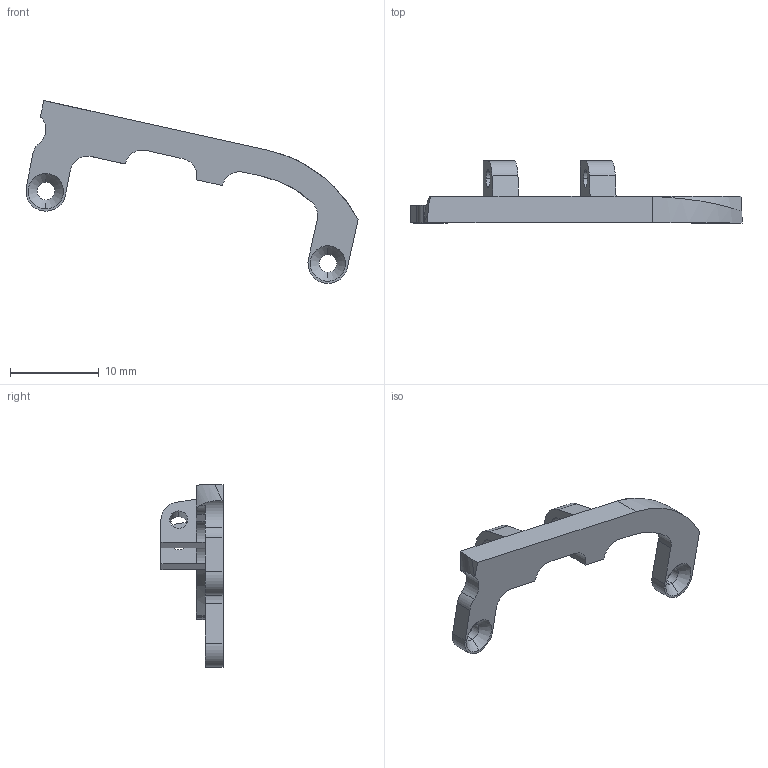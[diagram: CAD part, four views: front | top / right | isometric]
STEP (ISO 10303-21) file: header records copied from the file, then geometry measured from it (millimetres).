
FILE_DESCRIPTION (( 'STEP AP214' ), '1' );
FILE_NAME ('Trigger Mount Right.STEP', '2023-07-31T21:32:44', ( '' ), ( '' ), 'SwSTEP 2.0', 'SolidWorks 2021', '' );
FILE_SCHEMA (( 'AUTOMOTIVE_DESIGN' ));
Length unit declared in the file: millimetre
Products named in the file (1): Trigger Mount Right
Bounding box: 37.47 x 7 x 20.64 mm (x, y, z)
Volume: 596.4 mm3; surface area: 860.4 mm2
Topology: 1 solids, 1 shells, 64 faces, 170 edges, 109 vertices
Faces by surface type: cylinder 32, plane 28, cone 4
Entity records: 2205 total; most frequent: CARTESIAN_POINT 372, DIRECTION 356, ORIENTED_EDGE 340, EDGE_CURVE 170, AXIS2_PLACEMENT_3D 129, VERTEX_POINT 109, LINE 98, VECTOR 98
